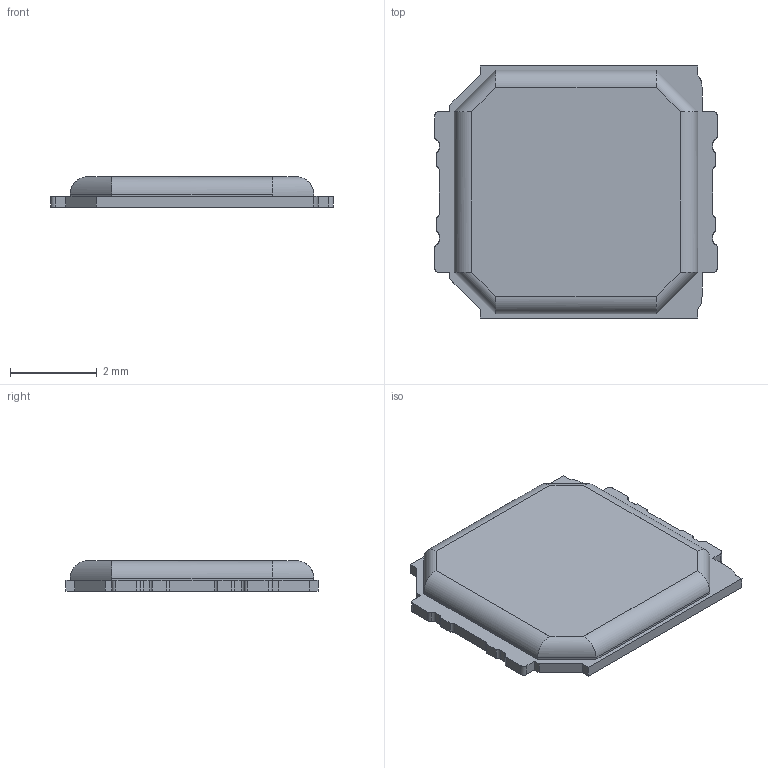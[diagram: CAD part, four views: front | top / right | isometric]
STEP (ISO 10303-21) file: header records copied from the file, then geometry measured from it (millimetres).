
FILE_DESCRIPTION (( 'STEP AP214' ), '1' );
FILE_NAME ('NFMW481AR.STEP', '2016-12-12T07:07:34', ( '' ), ( '' ), 'SwSTEP 2.0', 'SolidWorks 2013', '' );
FILE_SCHEMA (( 'AUTOMOTIVE_DESIGN' ));
Length unit declared in the file: millimetre
Products named in the file (3): PartB; NFMW481AR; PartA
Assembly tree (2 placements, depth 2):
  NFMW481AR
    PartA
    PartB
Bounding box: 6.5 x 5.8 x 0.7 mm (x, y, z)
Volume: 21.5 mm3; surface area: 128.3 mm2
Topology: 2 solids, 2 shells, 144 faces, 416 edges, 277 vertices
Faces by surface type: plane 102, cylinder 38, bspline 4
Entity records: 4961 total; most frequent: CARTESIAN_POINT 1311, ORIENTED_EDGE 832, DIRECTION 587, EDGE_CURVE 416, LINE 297, VECTOR 297, VERTEX_POINT 277, AXIS2_PLACEMENT_3D 145
